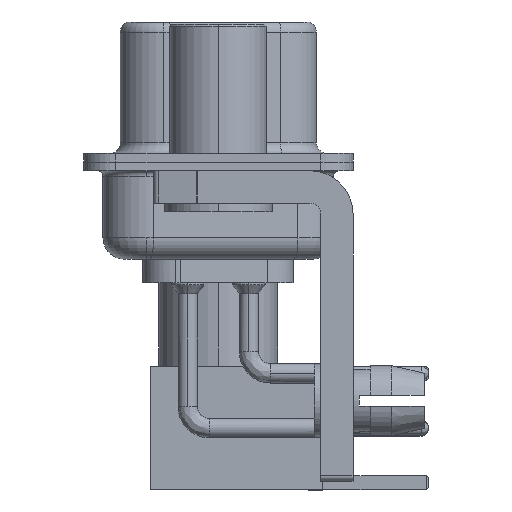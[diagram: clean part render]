
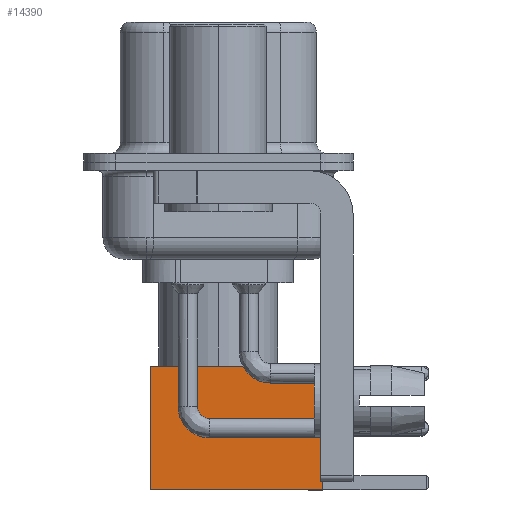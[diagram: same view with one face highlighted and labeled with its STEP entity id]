
A CAD part, left-side view. The second image highlights one B-rep face of the part: STEP entity #14390.
In plain terms, the highlighted face is planar.
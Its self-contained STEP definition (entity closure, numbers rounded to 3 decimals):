
#2258 = LINE ( 'NONE', #28008, #14471 ) ;
#2910 = VERTEX_POINT ( 'NONE', #30141 ) ;
#3286 = ORIENTED_EDGE ( 'NONE', *, *, #16170, .T. ) ;
#3880 = DIRECTION ( 'NONE',  ( 0., 0., -1. ) ) ;
#4178 = CARTESIAN_POINT ( 'NONE',  ( 2.875, 2.875, 0. ) ) ;
#4695 = VECTOR ( 'NONE', #5063, 1000. ) ;
#4979 = CARTESIAN_POINT ( 'NONE',  ( -2.875, 2.875, 0. ) ) ;
#5063 = DIRECTION ( 'NONE',  ( 0., 0., -1. ) ) ;
#8078 = DIRECTION ( 'NONE',  ( 0., 1., 0. ) ) ;
#10379 = PLANE ( 'NONE',  #21205 ) ;
#12380 = FACE_OUTER_BOUND ( 'NONE', #27771, .T. ) ;
#12765 = VECTOR ( 'NONE', #29092, 1000. ) ;
#13511 = EDGE_CURVE ( 'NONE', #23568, #2910, #19699, .T. ) ;
#13718 = CARTESIAN_POINT ( 'NONE',  ( 2.875, 2.875, 0. ) ) ;
#14390 = ADVANCED_FACE ( 'NONE', ( #12380 ), #10379, .T. ) ;
#14471 = VECTOR ( 'NONE', #23833, 1000. ) ;
#14696 = CARTESIAN_POINT ( 'NONE',  ( 2.875, 2.875, 0. ) ) ;
#14845 = DIRECTION ( 'NONE',  ( 0., 0., 1. ) ) ;
#16170 = EDGE_CURVE ( 'NONE', #24765, #27263, #2258, .T. ) ;
#16623 = LINE ( 'NONE', #28496, #4695 ) ;
#17153 = EDGE_CURVE ( 'NONE', #2910, #27263, #16623, .T. ) ;
#18555 = ORIENTED_EDGE ( 'NONE', *, *, #13511, .F. ) ;
#18634 = ORIENTED_EDGE ( 'NONE', *, *, #17153, .F. ) ;
#19679 = CARTESIAN_POINT ( 'NONE',  ( 2.875, 2.875, 8. ) ) ;
#19699 = LINE ( 'NONE', #26941, #12765 ) ;
#20338 = ORIENTED_EDGE ( 'NONE', *, *, #28878, .T. ) ;
#21205 = AXIS2_PLACEMENT_3D ( 'NONE', #14696, #8078, #14845 ) ;
#21815 = VECTOR ( 'NONE', #3880, 1000. ) ;
#22827 = LINE ( 'NONE', #4178, #21815 ) ;
#23568 = VERTEX_POINT ( 'NONE', #19679 ) ;
#23833 = DIRECTION ( 'NONE',  ( -1., 0., 0. ) ) ;
#24765 = VERTEX_POINT ( 'NONE', #13718 ) ;
#26941 = CARTESIAN_POINT ( 'NONE',  ( 0., 2.875, 8. ) ) ;
#27263 = VERTEX_POINT ( 'NONE', #4979 ) ;
#27771 = EDGE_LOOP ( 'NONE', ( #20338, #3286, #18634, #18555 ) ) ;
#28008 = CARTESIAN_POINT ( 'NONE',  ( 0., 2.875, 0. ) ) ;
#28496 = CARTESIAN_POINT ( 'NONE',  ( -2.875, 2.875, 0. ) ) ;
#28878 = EDGE_CURVE ( 'NONE', #23568, #24765, #22827, .T. ) ;
#29092 = DIRECTION ( 'NONE',  ( -1., 0., 0. ) ) ;
#30141 = CARTESIAN_POINT ( 'NONE',  ( -2.875, 2.875, 8. ) ) ;
